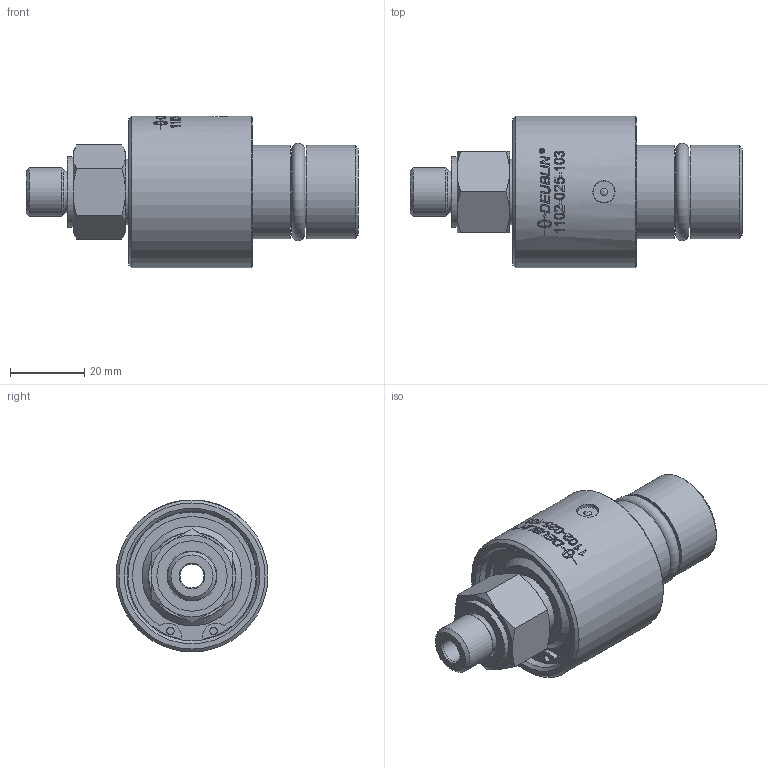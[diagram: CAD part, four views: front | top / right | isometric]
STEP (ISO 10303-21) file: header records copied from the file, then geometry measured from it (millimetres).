
FILE_DESCRIPTION((''),'2;1');
FILE_NAME('1102-025-103-IC.stp','2015-04-01T16:05:29',('mvelte'),(''),'Autodesk Inventor 2013','Autodesk Inventor 2013','');
FILE_SCHEMA(('AUTOMOTIVE_DESIGN { 1 0 10303 214 1 1 1 1 }'));
Length unit declared in the file: millimetre
Products named in the file (1): 1102-025-103-IC
Bounding box: 89.71 x 41.07 x 41.07 mm (x, y, z)
Volume: 59587.5 mm3; surface area: 16016 mm2
Topology: 1 solids, 4 shells, 449 faces, 1155 edges, 763 vertices
Faces by surface type: bspline 233, plane 116, cylinder 63, cone 31, torus 5, sphere 1
Full cylindrical faces by diameter (mm): 1.981 x2, 2.31 x2, 3.302 x4, 5.75 x1, 6 x1, 6.4 x1, 11.685 x1, 13.157 x1, 13.5 x1, 17.7 x1, 18.6 x1, 19 x1, 19.25 x2, 25.35 x2, 35.05 x1, 37.54 x1, 41.07 x1
Entity records: 57216 total; most frequent: CARTESIAN_POINT 48079, ORIENTED_EDGE 2190, DIRECTION 1120, EDGE_CURVE 1095, VERTEX_POINT 747, EDGE_LOOP 546, B_SPLINE_CURVE_WITH_KNOTS 545, FACE_OUTER_BOUND 449
